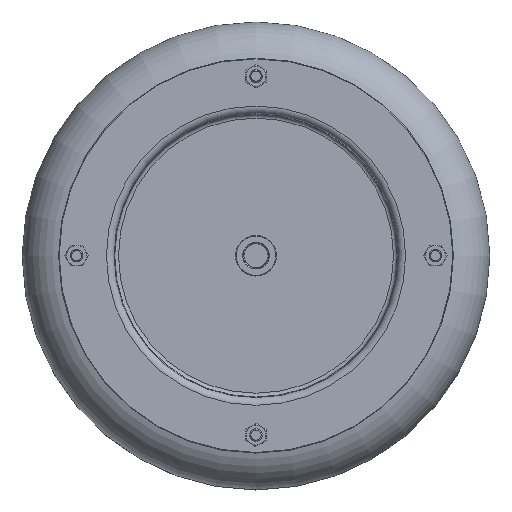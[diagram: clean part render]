
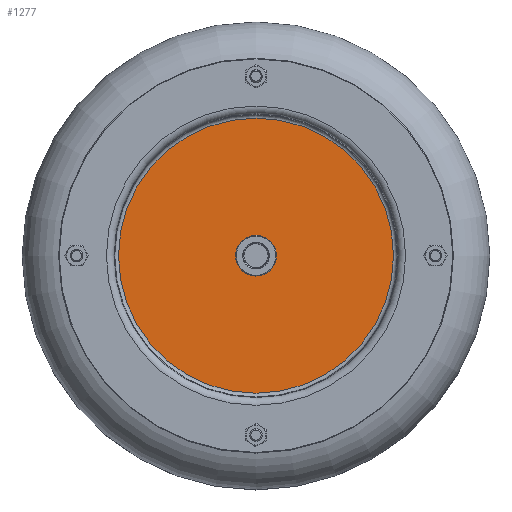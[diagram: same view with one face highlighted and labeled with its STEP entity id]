
A CAD part, top view. The second image highlights one B-rep face of the part: STEP entity #1277.
In plain terms, the highlighted planar face has unit normal (0, 0, 1).
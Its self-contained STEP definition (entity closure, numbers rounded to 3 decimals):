
#1277=ADVANCED_FACE('',(#1764,#1765),#1460,.T.);
#1460=PLANE('',#5279);
#1764=FACE_BOUND('',#2295,.T.);
#1765=FACE_BOUND('',#2296,.T.);
#2295=EDGE_LOOP('',(#3305));
#2296=EDGE_LOOP('',(#3306));
#3305=ORIENTED_EDGE('',*,*,#4373,.F.);
#3306=ORIENTED_EDGE('',*,*,#4372,.T.);
#3848=VERTEX_POINT('',#8317);
#3849=VERTEX_POINT('',#8320);
#4372=EDGE_CURVE('',#3848,#3848,#4709,.T.);
#4373=EDGE_CURVE('',#3849,#3849,#4710,.T.);
#4709=CIRCLE('',#5276,108.326);
#4710=CIRCLE('',#5278,13.5);
#5276=AXIS2_PLACEMENT_3D('',#8316,#6465,#6466);
#5278=AXIS2_PLACEMENT_3D('',#8319,#6469,#6470);
#5279=AXIS2_PLACEMENT_3D('',#8321,#6471,#6472);
#6465=DIRECTION('',(0.,0.,1.));
#6466=DIRECTION('',(1.,0.,0.));
#6469=DIRECTION('',(0.,0.,1.));
#6470=DIRECTION('',(1.,0.,0.));
#6471=DIRECTION('',(0.,0.,1.));
#6472=DIRECTION('',(1.,0.,0.));
#8316=CARTESIAN_POINT('',(0.,0.,267.));
#8317=CARTESIAN_POINT('',(108.326,0.,267.));
#8319=CARTESIAN_POINT('',(0.,0.,267.));
#8320=CARTESIAN_POINT('',(13.5,0.,267.));
#8321=CARTESIAN_POINT('',(0.,0.,267.));
